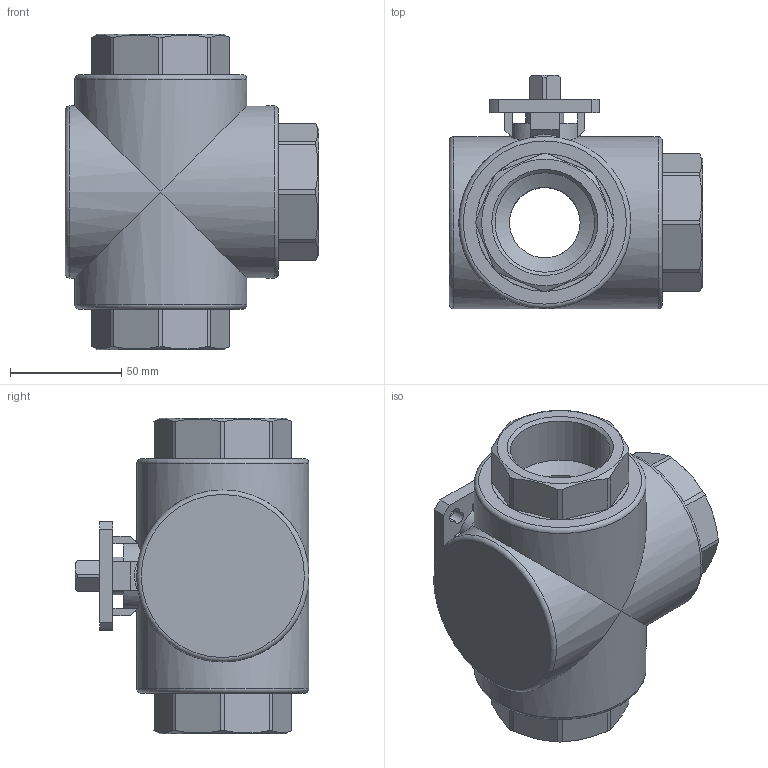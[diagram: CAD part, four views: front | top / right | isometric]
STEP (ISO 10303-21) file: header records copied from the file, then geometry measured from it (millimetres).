
FILE_DESCRIPTION(/* description */ ('STEP AP214'),/* implementation_level */ '2;1');
FILE_NAME(/* name */ '1692218_VZBA-11_2-GGG-63-32L-F0405-V4V4T',/* time_stamp */ '2024-09-18T00:15:41+02:00',/* author */ ('License CC BY-ND 4.0'),/* organization */ ('CADENAS'),/* preprocessor_version */ 'ST-DEVELOPER v19.3',/* originating_system */ 'PARTsolutions',/* authorisation */ ' ');
FILE_SCHEMA (('AUTOMOTIVE_DESIGN {1 0 10303 214 3 1 1}'));
Length unit declared in the file: millimetre
Products named in the file (1): 1692218 VZBA-11/2"-GGG-63-32L-F0405-V4V4T
Bounding box: 114.1 x 105.25 x 142.2 mm (x, y, z)
Volume: 592852.6 mm3; surface area: 79420.1 mm2
Topology: 1 solids, 1 shells, 137 faces, 384 edges, 248 vertices
Faces by surface type: plane 82, cylinder 38, cone 13, torus 4
Full cylindrical faces by diameter (mm): 17 x1, 31.8 x2, 32 x2, 44.845 x3, 62 x2, 77.5 x4
Entity records: 4363 total; most frequent: CARTESIAN_POINT 890, DIRECTION 722, ORIENTED_EDGE 696, EDGE_CURVE 348, AXIS2_PLACEMENT_3D 276, VERTEX_POINT 239, EDGE_LOOP 183, FACE_BOUND 183
